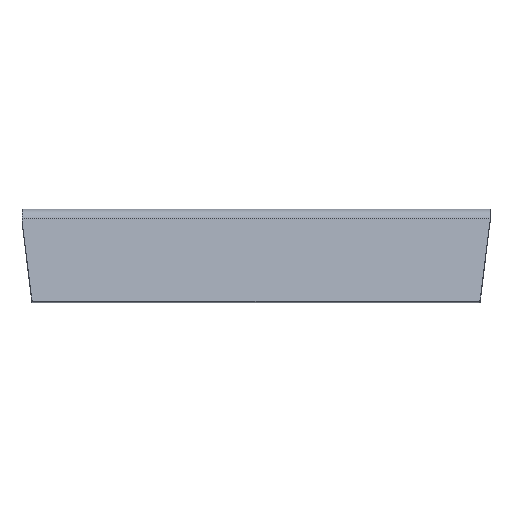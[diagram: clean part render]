
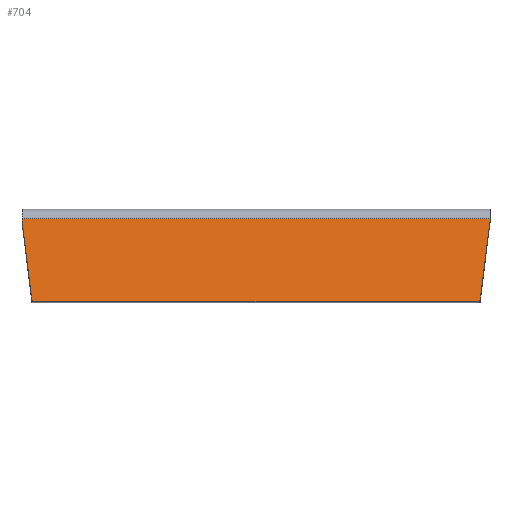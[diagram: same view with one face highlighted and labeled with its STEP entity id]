
A CAD part, top view. The second image highlights one B-rep face of the part: STEP entity #704.
In plain terms, the highlighted planar face has unit normal (0, 0.174, 0.985).
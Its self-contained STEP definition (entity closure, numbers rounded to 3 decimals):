
#32 = EDGE_CURVE ( 'NONE', #361, #701, #280, .T. ) ;
#40 = DIRECTION ( 'NONE',  ( 0., 0.985, -0.174 ) ) ;
#58 = VERTEX_POINT ( 'NONE', #598 ) ;
#67 = VERTEX_POINT ( 'NONE', #742 ) ;
#83 = CARTESIAN_POINT ( 'NONE',  ( 0., -27.671, 16.736 ) ) ;
#121 = VERTEX_POINT ( 'NONE', #263 ) ;
#129 = EDGE_LOOP ( 'NONE', ( #150, #403, #348, #360, #258, #168, #191, #216 ) ) ;
#130 = PLANE ( 'NONE',  #473 ) ;
#150 = ORIENTED_EDGE ( 'NONE', *, *, #588, .T. ) ;
#168 = ORIENTED_EDGE ( 'NONE', *, *, #427, .T. ) ;
#170 = DIRECTION ( 'NONE',  ( 1., 0., 0. ) ) ;
#191 = ORIENTED_EDGE ( 'NONE', *, *, #425, .F. ) ;
#208 = DIRECTION ( 'NONE',  ( 0., 0.174, 0.985 ) ) ;
#212 = CARTESIAN_POINT ( 'NONE',  ( 70., -3.609, 12.493 ) ) ;
#216 = ORIENTED_EDGE ( 'NONE', *, *, #233, .T. ) ;
#233 = EDGE_CURVE ( 'NONE', #285, #67, #626, .T. ) ;
#238 = FACE_OUTER_BOUND ( 'NONE', #129, .T. ) ;
#252 = VERTEX_POINT ( 'NONE', #359 ) ;
#258 = ORIENTED_EDGE ( 'NONE', *, *, #32, .T. ) ;
#263 = CARTESIAN_POINT ( 'NONE',  ( -66.558, -27.671, 16.736 ) ) ;
#280 = LINE ( 'NONE', #816, #651 ) ;
#282 = VERTEX_POINT ( 'NONE', #685 ) ;
#285 = VERTEX_POINT ( 'NONE', #363 ) ;
#287 = VECTOR ( 'NONE', #506, 1000. ) ;
#311 = CARTESIAN_POINT ( 'NONE',  ( 70., 1.884, 11.525 ) ) ;
#313 = DIRECTION ( 'NONE',  ( 0., 0.985, -0.174 ) ) ;
#334 = AXIS2_PLACEMENT_3D ( 'NONE', #760, #208, #40 ) ;
#348 = ORIENTED_EDGE ( 'NONE', *, *, #599, .T. ) ;
#354 = CARTESIAN_POINT ( 'NONE',  ( -70., 1.884, 11.525 ) ) ;
#358 = CARTESIAN_POINT ( 'NONE',  ( -67., -27.671, 16.736 ) ) ;
#359 = CARTESIAN_POINT ( 'NONE',  ( -67.054, -27.238, 16.66 ) ) ;
#360 = ORIENTED_EDGE ( 'NONE', *, *, #752, .T. ) ;
#361 = VERTEX_POINT ( 'NONE', #693 ) ;
#363 = CARTESIAN_POINT ( 'NONE',  ( -70., -2.892, 12.367 ) ) ;
#403 = ORIENTED_EDGE ( 'NONE', *, *, #557, .T. ) ;
#425 = EDGE_CURVE ( 'NONE', #285, #282, #556, .T. ) ;
#427 = EDGE_CURVE ( 'NONE', #701, #282, #538, .T. ) ;
#429 = VECTOR ( 'NONE', #587, 1000. ) ;
#437 = CARTESIAN_POINT ( 'NONE',  ( 70., -2.892, 12.367 ) ) ;
#439 = VECTOR ( 'NONE', #572, 1000. ) ;
#445 = VECTOR ( 'NONE', #170, 1000. ) ;
#446 = DIRECTION ( 'NONE',  ( 0., -0.174, -0.985 ) ) ;
#454 = AXIS2_PLACEMENT_3D ( 'NONE', #680, #673, #670 ) ;
#473 = AXIS2_PLACEMENT_3D ( 'NONE', #613, #446, #313 ) ;
#496 = LINE ( 'NONE', #83, #445 ) ;
#502 = CIRCLE ( 'NONE', #454, 0.5 ) ;
#506 = DIRECTION ( 'NONE',  ( 0., -0.985, 0.174 ) ) ;
#522 = VECTOR ( 'NONE', #780, 1000. ) ;
#538 = LINE ( 'NONE', #311, #522 ) ;
#544 = DIRECTION ( 'NONE',  ( 0.122, 0.977, -0.172 ) ) ;
#556 = LINE ( 'NONE', #437, #439 ) ;
#557 = EDGE_CURVE ( 'NONE', #252, #121, #717, .T. ) ;
#572 = DIRECTION ( 'NONE',  ( 1., 0., 0. ) ) ;
#587 = DIRECTION ( 'NONE',  ( 0.122, -0.977, 0.172 ) ) ;
#588 = EDGE_CURVE ( 'NONE', #67, #252, #726, .T. ) ;
#598 = CARTESIAN_POINT ( 'NONE',  ( 66.558, -27.671, 16.736 ) ) ;
#599 = EDGE_CURVE ( 'NONE', #121, #58, #496, .T. ) ;
#613 = CARTESIAN_POINT ( 'NONE',  ( 0., 1.884, 11.525 ) ) ;
#626 = LINE ( 'NONE', #354, #287 ) ;
#651 = VECTOR ( 'NONE', #544, 1000. ) ;
#670 = DIRECTION ( 'NONE',  ( 0., 0.985, -0.174 ) ) ;
#673 = DIRECTION ( 'NONE',  ( 0., 0.174, 0.985 ) ) ;
#680 = CARTESIAN_POINT ( 'NONE',  ( 66.558, -27.178, 16.649 ) ) ;
#685 = CARTESIAN_POINT ( 'NONE',  ( 70., -2.892, 12.367 ) ) ;
#693 = CARTESIAN_POINT ( 'NONE',  ( 67.054, -27.238, 16.66 ) ) ;
#701 = VERTEX_POINT ( 'NONE', #212 ) ;
#704 = ADVANCED_FACE ( 'NONE', ( #238 ), #130, .F. ) ;
#717 = CIRCLE ( 'NONE', #334, 0.5 ) ;
#726 = LINE ( 'NONE', #358, #429 ) ;
#742 = CARTESIAN_POINT ( 'NONE',  ( -70., -3.609, 12.493 ) ) ;
#752 = EDGE_CURVE ( 'NONE', #58, #361, #502, .T. ) ;
#760 = CARTESIAN_POINT ( 'NONE',  ( -66.558, -27.178, 16.649 ) ) ;
#780 = DIRECTION ( 'NONE',  ( 0., 0.985, -0.174 ) ) ;
#816 = CARTESIAN_POINT ( 'NONE',  ( 70., -3.609, 12.493 ) ) ;
